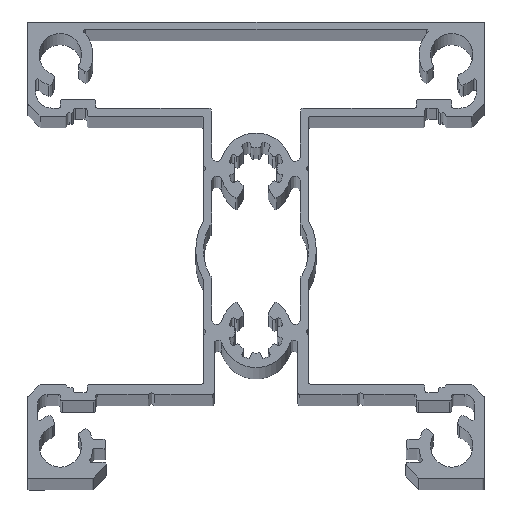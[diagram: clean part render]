
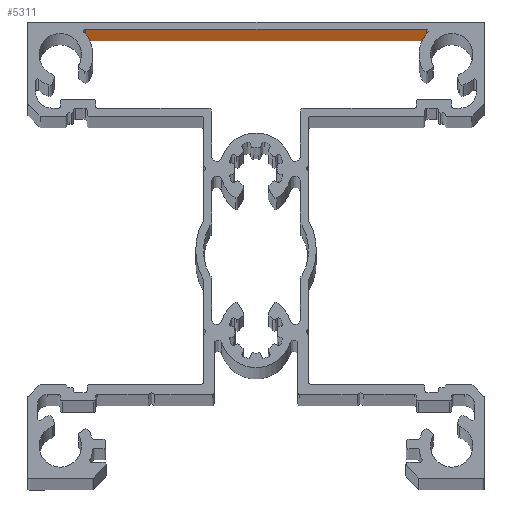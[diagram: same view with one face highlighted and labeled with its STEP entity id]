
A CAD part, top view. The second image highlights one B-rep face of the part: STEP entity #5311.
In plain terms, the highlighted planar face has unit normal (0, -1, 0).
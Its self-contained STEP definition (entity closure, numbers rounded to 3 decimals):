
#243 = EDGE_LOOP ( 'NONE', ( #11315, #10504, #7635, #13665 ) ) ;
#392 = CARTESIAN_POINT ( 'NONE',  ( 0., 33.9, 1000. ) ) ;
#673 = DIRECTION ( 'NONE',  ( -1., 0., 0. ) ) ;
#733 = LINE ( 'NONE', #12789, #8060 ) ;
#1153 = VECTOR ( 'NONE', #12566, 1000. ) ;
#2245 = EDGE_CURVE ( 'NONE', #9402, #4757, #2830, .T. ) ;
#2830 = LINE ( 'NONE', #7136, #1153 ) ;
#2930 = DIRECTION ( 'NONE',  ( 0., 1., 0. ) ) ;
#3307 = CARTESIAN_POINT ( 'NONE',  ( -26.11, 33.9, 0. ) ) ;
#3394 = VERTEX_POINT ( 'NONE', #6620 ) ;
#4287 = VERTEX_POINT ( 'NONE', #8896 ) ;
#4757 = VERTEX_POINT ( 'NONE', #3307 ) ;
#5120 = VECTOR ( 'NONE', #9983, 1000. ) ;
#5190 = CARTESIAN_POINT ( 'NONE',  ( 0., 33.9, 1000. ) ) ;
#5311 = ADVANCED_FACE ( 'NONE', ( #7300 ), #12589, .F. ) ;
#5754 = LINE ( 'NONE', #392, #5120 ) ;
#6293 = VECTOR ( 'NONE', #13738, 1000. ) ;
#6328 = CARTESIAN_POINT ( 'NONE',  ( 0., 33.9, 0. ) ) ;
#6620 = CARTESIAN_POINT ( 'NONE',  ( 26.11, 33.9, 1000. ) ) ;
#7136 = CARTESIAN_POINT ( 'NONE',  ( -26.11, 33.9, 1000. ) ) ;
#7300 = FACE_OUTER_BOUND ( 'NONE', #243, .T. ) ;
#7311 = LINE ( 'NONE', #6328, #6293 ) ;
#7345 = EDGE_CURVE ( 'NONE', #9402, #3394, #5754, .T. ) ;
#7570 = AXIS2_PLACEMENT_3D ( 'NONE', #5190, #2930, #673 ) ;
#7635 = ORIENTED_EDGE ( 'NONE', *, *, #7345, .F. ) ;
#8060 = VECTOR ( 'NONE', #11745, 1000. ) ;
#8896 = CARTESIAN_POINT ( 'NONE',  ( 26.11, 33.9, 0. ) ) ;
#9402 = VERTEX_POINT ( 'NONE', #11094 ) ;
#9983 = DIRECTION ( 'NONE',  ( 1., 0., 0. ) ) ;
#10449 = EDGE_CURVE ( 'NONE', #4757, #4287, #7311, .T. ) ;
#10504 = ORIENTED_EDGE ( 'NONE', *, *, #11591, .F. ) ;
#11094 = CARTESIAN_POINT ( 'NONE',  ( -26.11, 33.9, 1000. ) ) ;
#11315 = ORIENTED_EDGE ( 'NONE', *, *, #10449, .T. ) ;
#11591 = EDGE_CURVE ( 'NONE', #3394, #4287, #733, .T. ) ;
#11745 = DIRECTION ( 'NONE',  ( 0., 0., -1. ) ) ;
#12566 = DIRECTION ( 'NONE',  ( 0., 0., -1. ) ) ;
#12589 = PLANE ( 'NONE',  #7570 ) ;
#12789 = CARTESIAN_POINT ( 'NONE',  ( 26.11, 33.9, 1000. ) ) ;
#13665 = ORIENTED_EDGE ( 'NONE', *, *, #2245, .T. ) ;
#13738 = DIRECTION ( 'NONE',  ( 1., 0., 0. ) ) ;
